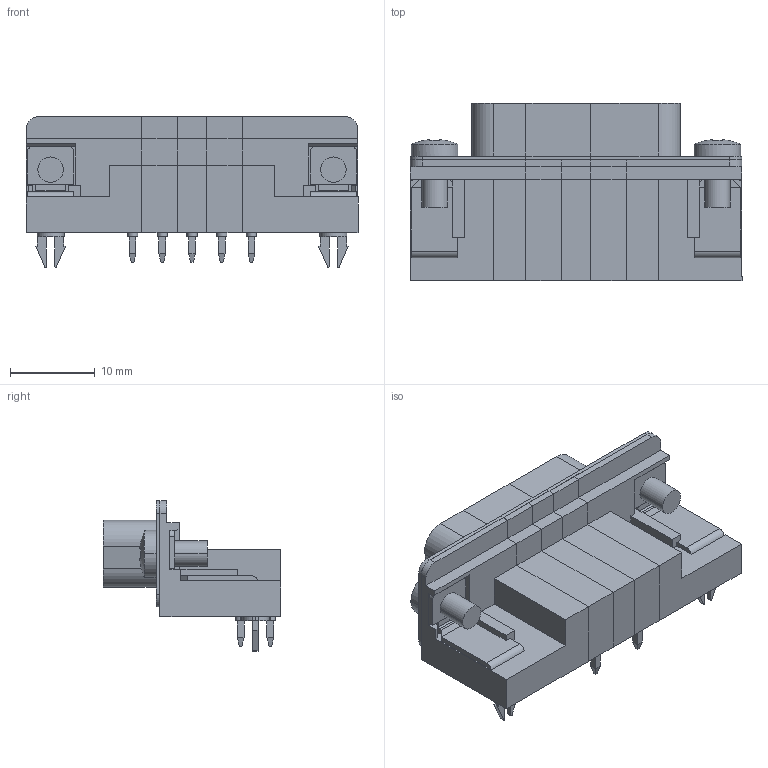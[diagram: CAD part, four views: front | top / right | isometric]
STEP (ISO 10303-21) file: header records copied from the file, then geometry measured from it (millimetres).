
FILE_DESCRIPTION((''),'2;1');
FILE_NAME('PHOENIX_1689323.stp','2012-11-22T13:58:30',(''),(''),'Mechanical Desktop 2011','Mechanical Desktop 2011',', , ');
FILE_SCHEMA(('AUTOMOTIVE_DESIGN { 1 2 10303 214 1 1 1 1 }'));
Length unit declared in the file: millimetre
Products named in the file (1): Product
Bounding box: 39.1 x 20.85 x 17.75 mm (x, y, z)
Volume: 4974.9 mm3; surface area: 7510.3 mm2
Topology: 47 solids, 47 shells, 511 faces, 1221 edges, 816 vertices
Faces by surface type: plane 404, cylinder 85, bspline 20, sphere 2
Entity records: 14710 total; most frequent: CARTESIAN_POINT 2637, ORIENTED_EDGE 2434, DIRECTION 2407, EDGE_CURVE 1217, VECTOR 1019, LINE 1019, VERTEX_POINT 808, AXIS2_PLACEMENT_3D 694
